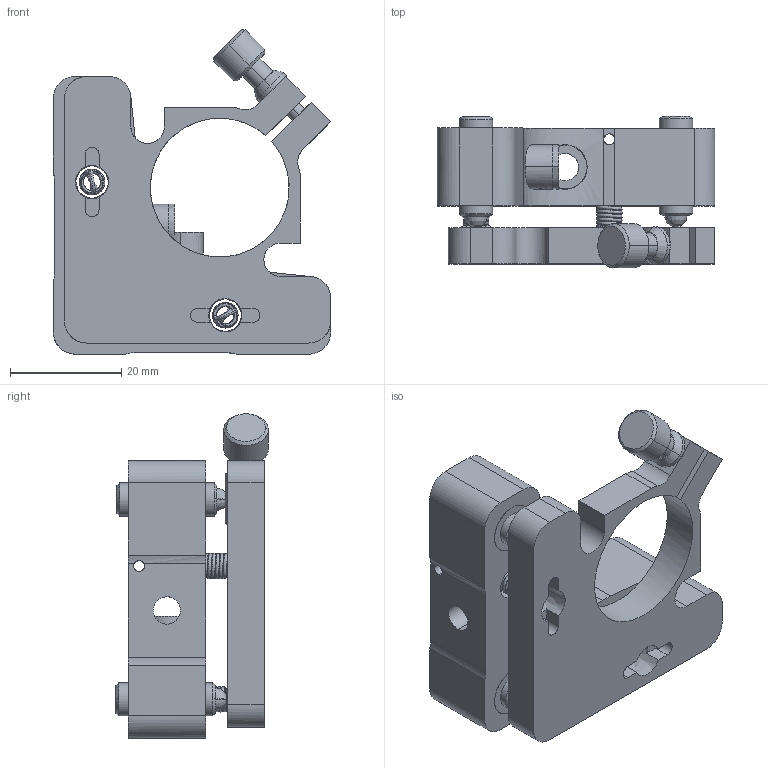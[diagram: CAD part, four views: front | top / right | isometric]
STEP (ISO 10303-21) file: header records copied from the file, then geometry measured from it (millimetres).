
FILE_DESCRIPTION(/* description */ (''),/* implementation_level */ '2;1');
FILE_NAME(/* name */ 'MMM3-RA',/* time_stamp */ '2021-08-20T18:46:57+03:00',/* author */ (''),/* organization */ (''),/* preprocessor_version */ 'ST-DEVELOPER v15',/* originating_system */ '',/* authorisation */ '');
FILE_SCHEMA (('AUTOMOTIVE_DESIGN'));
Length unit declared in the file: millimetre
Products named in the file (11): Document; МММ3-R; МММ3-R_Substitute_3; Block 01; Block 02; Block 03; Block 04; Block 05; Block 06; Block 07
Assembly tree (10 placements, depth 5):
  Document
    Document
      МММ3-R
        МММ3-R_Substitute_3
          Block 01
          Block 02
          Block 03
          Block 04
          Block 05
          Block 06
          Block 07
Bounding box: 50 x 27.45 x 58.41 mm (x, y, z)
Volume: 9732.4 mm3; surface area: 19887.3 mm2
Topology: 23 solids, 54 shells, 501 faces, 1448 edges, 938 vertices
Faces by surface type: bspline 501
Entity records: 95577 total; most frequent: CARTESIAN_POINT 78396, B_SPLINE_CURVE_WITH_KNOTS 2781, ORIENTED_EDGE 2642, PCURVE 2642, DEFINITIONAL_REPRESENTATION 2642, SURFACE_CURVE 1416, EDGE_CURVE 1416, VERTEX_POINT 932
